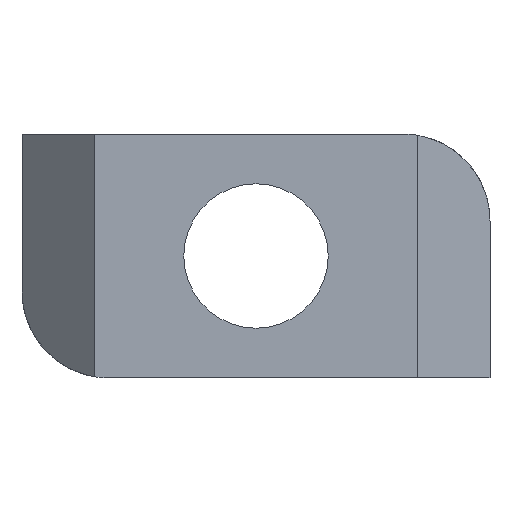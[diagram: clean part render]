
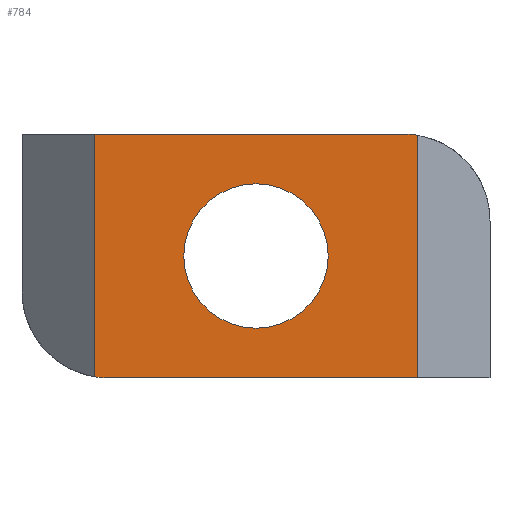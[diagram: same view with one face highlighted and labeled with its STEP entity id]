
A CAD part, front view. The second image highlights one B-rep face of the part: STEP entity #784.
In plain terms, the highlighted planar face has unit normal (0, -1, 0).
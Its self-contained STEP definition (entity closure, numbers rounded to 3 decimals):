
#2 = VERTEX_POINT ( 'NONE', #205 ) ;
#11 = VERTEX_POINT ( 'NONE', #159 ) ;
#20 = VERTEX_POINT ( 'NONE', #168 ) ;
#30 = VERTEX_POINT ( 'NONE', #183 ) ;
#38 = VERTEX_POINT ( 'NONE', #191 ) ;
#159 = CARTESIAN_POINT ( 'NONE',  ( 6.5, -5.6, 4.848 ) ) ;
#168 = CARTESIAN_POINT ( 'NONE',  ( -5.9, -5.6, -4.9 ) ) ;
#183 = CARTESIAN_POINT ( 'NONE',  ( -6.5, -5.6, 4.9 ) ) ;
#191 = CARTESIAN_POINT ( 'NONE',  ( 6.5, -5.6, -4.9 ) ) ;
#205 = CARTESIAN_POINT ( 'NONE',  ( -6.5, -5.6, -4.848 ) ) ;
#261 = AXIS2_PLACEMENT_3D ( 'NONE', #1774, #1814, #1767 ) ;
#326 = AXIS2_PLACEMENT_3D ( 'NONE', #3108, #3109, #3110 ) ;
#475 = CIRCLE ( 'NONE', #326, 2.9 ) ;
#592 = LINE ( 'NONE', #693, #593 ) ;
#593 = VECTOR ( 'NONE', #697, 1000. ) ;
#693 = CARTESIAN_POINT ( 'NONE',  ( -6.5, -5.6, 4.9 ) ) ;
#697 = DIRECTION ( 'NONE',  ( 0., 0., -1. ) ) ;
#784 = ADVANCED_FACE ( 'NONE', ( #1280, #1291 ), #1826, .F. ) ;
#886 = EDGE_CURVE ( 'NONE', #1504, #1520, #475, .T. ) ;
#971 = EDGE_CURVE ( 'NONE', #30, #2, #592, .T. ) ;
#999 = EDGE_CURVE ( 'NONE', #2, #20, #1939, .T. ) ;
#1000 = EDGE_CURVE ( 'NONE', #30, #1461, #1940, .T. ) ;
#1001 = EDGE_CURVE ( 'NONE', #11, #1461, #1938, .T. ) ;
#1002 = EDGE_CURVE ( 'NONE', #11, #38, #1943, .T. ) ;
#1003 = EDGE_CURVE ( 'NONE', #20, #38, #1944, .T. ) ;
#1004 = EDGE_CURVE ( 'NONE', #1520, #1504, #1946, .T. ) ;
#1280 = FACE_BOUND ( 'NONE', #1368, .T. ) ;
#1291 = FACE_OUTER_BOUND ( 'NONE', #1369, .T. ) ;
#1368 = EDGE_LOOP ( 'NONE', ( #2604, #2603 ) ) ;
#1369 = EDGE_LOOP ( 'NONE', ( #2602, #2601, #2600, #2599, #2598, #2613 ) ) ;
#1461 = VERTEX_POINT ( 'NONE', #1627 ) ;
#1504 = VERTEX_POINT ( 'NONE', #2243 ) ;
#1520 = VERTEX_POINT ( 'NONE', #2259 ) ;
#1547 = CARTESIAN_POINT ( 'NONE',  ( 6.5, -5.6, 4.9 ) ) ;
#1571 = DIRECTION ( 'NONE',  ( 1., 0., 0. ) ) ;
#1574 = CARTESIAN_POINT ( 'NONE',  ( 6.5, -5.6, 4.9 ) ) ;
#1575 = DIRECTION ( 'NONE',  ( 0., 0., -1. ) ) ;
#1576 = CARTESIAN_POINT ( 'NONE',  ( -5.9, -5.6, -1.4 ) ) ;
#1577 = DIRECTION ( 'NONE',  ( 0., -1., 0. ) ) ;
#1578 = DIRECTION ( 'NONE',  ( 0., 0., 1. ) ) ;
#1581 = CARTESIAN_POINT ( 'NONE',  ( 5.9, -5.6, 1.4 ) ) ;
#1582 = DIRECTION ( 'NONE',  ( 0., -1., 0. ) ) ;
#1583 = DIRECTION ( 'NONE',  ( 0., 0., 1. ) ) ;
#1584 = CARTESIAN_POINT ( 'NONE',  ( 6.5, -5.6, -4.9 ) ) ;
#1585 = DIRECTION ( 'NONE',  ( 1., 0., 0. ) ) ;
#1587 = CARTESIAN_POINT ( 'NONE',  ( 0., -5.6, 0. ) ) ;
#1588 = DIRECTION ( 'NONE',  ( 0., 1., 0. ) ) ;
#1589 = DIRECTION ( 'NONE',  ( 0., 0., 1. ) ) ;
#1627 = CARTESIAN_POINT ( 'NONE',  ( 5.9, -5.6, 4.9 ) ) ;
#1767 = DIRECTION ( 'NONE',  ( 0., 0., 1. ) ) ;
#1774 = CARTESIAN_POINT ( 'NONE',  ( 6.5, -5.6, 4.9 ) ) ;
#1814 = DIRECTION ( 'NONE',  ( 0., 1., 0. ) ) ;
#1826 = PLANE ( 'NONE',  #261 ) ;
#1938 = CIRCLE ( 'NONE', #2830, 3.5 ) ;
#1939 = CIRCLE ( 'NONE', #2829, 3.5 ) ;
#1940 = LINE ( 'NONE', #1547, #1942 ) ;
#1942 = VECTOR ( 'NONE', #1571, 1000. ) ;
#1943 = LINE ( 'NONE', #1574, #1945 ) ;
#1944 = LINE ( 'NONE', #1584, #1947 ) ;
#1945 = VECTOR ( 'NONE', #1575, 1000. ) ;
#1946 = CIRCLE ( 'NONE', #2831, 2.9 ) ;
#1947 = VECTOR ( 'NONE', #1585, 1000. ) ;
#2243 = CARTESIAN_POINT ( 'NONE',  ( 0., -5.6, -2.9 ) ) ;
#2259 = CARTESIAN_POINT ( 'NONE',  ( 0., -5.6, 2.9 ) ) ;
#2598 = ORIENTED_EDGE ( 'NONE', *, *, #971, .T. ) ;
#2599 = ORIENTED_EDGE ( 'NONE', *, *, #1000, .F. ) ;
#2600 = ORIENTED_EDGE ( 'NONE', *, *, #1001, .T. ) ;
#2601 = ORIENTED_EDGE ( 'NONE', *, *, #1002, .F. ) ;
#2602 = ORIENTED_EDGE ( 'NONE', *, *, #1003, .T. ) ;
#2603 = ORIENTED_EDGE ( 'NONE', *, *, #886, .T. ) ;
#2604 = ORIENTED_EDGE ( 'NONE', *, *, #1004, .T. ) ;
#2613 = ORIENTED_EDGE ( 'NONE', *, *, #999, .T. ) ;
#2829 = AXIS2_PLACEMENT_3D ( 'NONE', #1576, #1577, #1578 ) ;
#2830 = AXIS2_PLACEMENT_3D ( 'NONE', #1581, #1582, #1583 ) ;
#2831 = AXIS2_PLACEMENT_3D ( 'NONE', #1587, #1588, #1589 ) ;
#3108 = CARTESIAN_POINT ( 'NONE',  ( 0., -5.6, 0. ) ) ;
#3109 = DIRECTION ( 'NONE',  ( 0., 1., 0. ) ) ;
#3110 = DIRECTION ( 'NONE',  ( 0., 0., 1. ) ) ;
